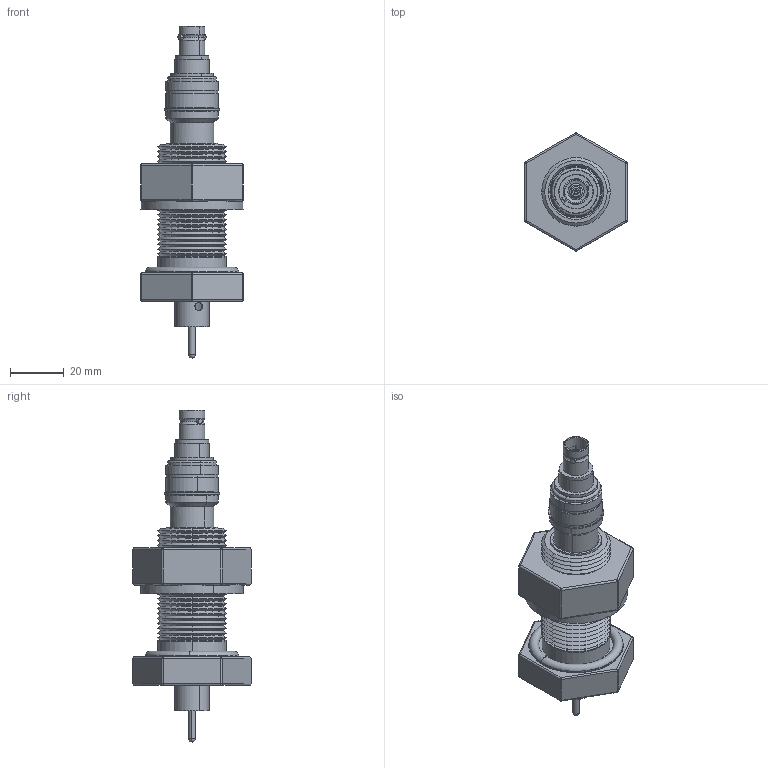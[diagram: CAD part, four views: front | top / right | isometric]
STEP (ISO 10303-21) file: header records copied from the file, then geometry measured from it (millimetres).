
FILE_DESCRIPTION (( 'STEP AP203' ), '1' );
FILE_NAME ('A0485-1-BP.STEP', '2012-04-09T13:54:37', ( '' ), ( '' ), 'SwSTEP 2.0', 'SolidWorks 2011', '' );
FILE_SCHEMA (( 'CONFIG_CONTROL_DESIGN' ));
Length unit declared in the file: inch
Products named in the file (1): A0485-1-BP
Bounding box: 38.1 x 43.84 x 123.06 mm (x, y, z)
Volume: 42309 mm3; surface area: 37846.5 mm2
Topology: 1 solids, 10 shells, 422 faces, 904 edges, 511 vertices
Faces by surface type: cone 166, cylinder 136, plane 68, torus 26, sphere 26
Entity records: 11457 total; most frequent: DIRECTION 2212, CARTESIAN_POINT 2054, ORIENTED_EDGE 1768, AXIS2_PLACEMENT_3D 925, EDGE_CURVE 884, CIRCLE 502, VERTEX_POINT 501, EDGE_LOOP 461
